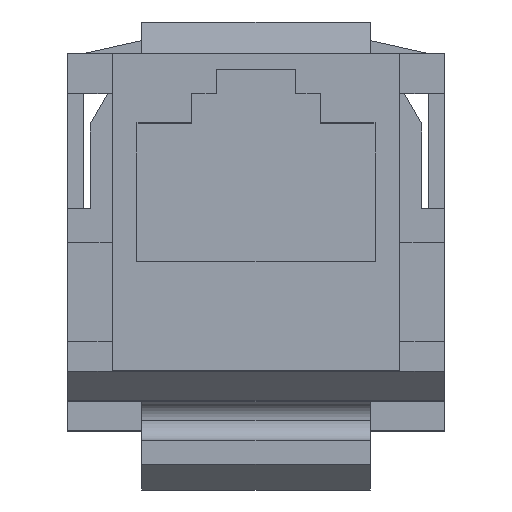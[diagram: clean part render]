
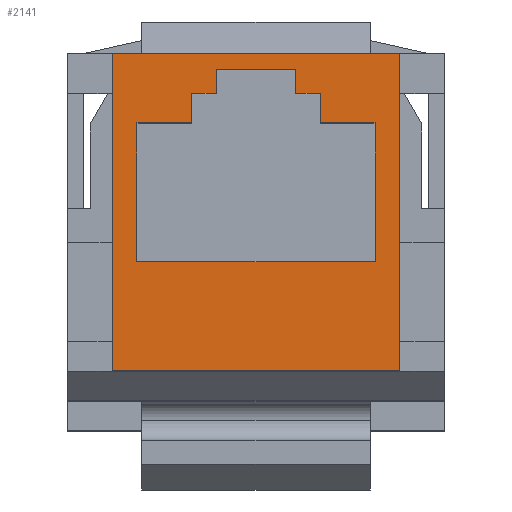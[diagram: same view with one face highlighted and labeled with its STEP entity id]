
A CAD part, top view. The second image highlights one B-rep face of the part: STEP entity #2141.
In plain terms, the highlighted planar face has unit normal (0, 0, 1).
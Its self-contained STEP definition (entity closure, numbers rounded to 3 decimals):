
#2 = PLANE ( 'NONE',  #1230 ) ;
#5 = VECTOR ( 'NONE', #2306, 1000. ) ;
#26 = DIRECTION ( 'NONE',  ( 1., 0., 0. ) ) ;
#51 = VERTEX_POINT ( 'NONE', #1674 ) ;
#55 = CARTESIAN_POINT ( 'NONE',  ( 6., 4.5, 13. ) ) ;
#106 = ORIENTED_EDGE ( 'NONE', *, *, #1972, .F. ) ;
#242 = CARTESIAN_POINT ( 'NONE',  ( -7.25, -8., 13. ) ) ;
#257 = VERTEX_POINT ( 'NONE', #3698 ) ;
#271 = LINE ( 'NONE', #2273, #889 ) ;
#320 = VECTOR ( 'NONE', #365, 1000. ) ;
#355 = ORIENTED_EDGE ( 'NONE', *, *, #1903, .F. ) ;
#365 = DIRECTION ( 'NONE',  ( 0., -1., 0. ) ) ;
#399 = VECTOR ( 'NONE', #2812, 1000. ) ;
#487 = CARTESIAN_POINT ( 'NONE',  ( 6., -2.5, 13. ) ) ;
#515 = CARTESIAN_POINT ( 'NONE',  ( -3.25, 4.5, 13. ) ) ;
#522 = DIRECTION ( 'NONE',  ( -1., 0., 0. ) ) ;
#559 = CARTESIAN_POINT ( 'NONE',  ( 0., 0., 13. ) ) ;
#591 = VERTEX_POINT ( 'NONE', #1473 ) ;
#608 = LINE ( 'NONE', #515, #1228 ) ;
#673 = CARTESIAN_POINT ( 'NONE',  ( -7.25, -8., 13. ) ) ;
#682 = CARTESIAN_POINT ( 'NONE',  ( 3.25, 4.5, 13. ) ) ;
#737 = CARTESIAN_POINT ( 'NONE',  ( -3.25, 6., 13. ) ) ;
#744 = CARTESIAN_POINT ( 'NONE',  ( -2., 6., 13. ) ) ;
#818 = DIRECTION ( 'NONE',  ( 1., 0., 0. ) ) ;
#857 = CARTESIAN_POINT ( 'NONE',  ( -2., 7.2, 13. ) ) ;
#889 = VECTOR ( 'NONE', #26, 1000. ) ;
#913 = CARTESIAN_POINT ( 'NONE',  ( -3.25, 4.5, 13. ) ) ;
#936 = ORIENTED_EDGE ( 'NONE', *, *, #1700, .F. ) ;
#942 = VECTOR ( 'NONE', #1852, 1000. ) ;
#954 = DIRECTION ( 'NONE',  ( 0., 1., 0. ) ) ;
#1045 = VECTOR ( 'NONE', #1322, 1000. ) ;
#1049 = VECTOR ( 'NONE', #954, 1000. ) ;
#1060 = CARTESIAN_POINT ( 'NONE',  ( -6., 4.5, 13. ) ) ;
#1076 = LINE ( 'NONE', #242, #3390 ) ;
#1127 = FACE_BOUND ( 'NONE', #2326, .T. ) ;
#1134 = LINE ( 'NONE', #2422, #1049 ) ;
#1181 = VECTOR ( 'NONE', #3617, 1000. ) ;
#1218 = DIRECTION ( 'NONE',  ( 0., 1., 0. ) ) ;
#1228 = VECTOR ( 'NONE', #3699, 1000. ) ;
#1230 = AXIS2_PLACEMENT_3D ( 'NONE', #559, #2563, #818 ) ;
#1232 = LINE ( 'NONE', #673, #2835 ) ;
#1310 = ORIENTED_EDGE ( 'NONE', *, *, #1883, .F. ) ;
#1322 = DIRECTION ( 'NONE',  ( 0., -1., 0. ) ) ;
#1340 = VERTEX_POINT ( 'NONE', #3642 ) ;
#1450 = CARTESIAN_POINT ( 'NONE',  ( 3.25, 6., 13. ) ) ;
#1473 = CARTESIAN_POINT ( 'NONE',  ( 3.25, 4.5, 13. ) ) ;
#1495 = LINE ( 'NONE', #2517, #2294 ) ;
#1500 = LINE ( 'NONE', #744, #2208 ) ;
#1568 = EDGE_CURVE ( 'NONE', #3011, #257, #3118, .T. ) ;
#1584 = LINE ( 'NONE', #737, #942 ) ;
#1596 = ORIENTED_EDGE ( 'NONE', *, *, #2000, .F. ) ;
#1610 = VERTEX_POINT ( 'NONE', #2979 ) ;
#1624 = VERTEX_POINT ( 'NONE', #913 ) ;
#1639 = CARTESIAN_POINT ( 'NONE',  ( -6., -2.5, 13. ) ) ;
#1642 = EDGE_CURVE ( 'NONE', #1696, #1340, #1232, .T. ) ;
#1674 = CARTESIAN_POINT ( 'NONE',  ( 2., 7.2, 13. ) ) ;
#1696 = VERTEX_POINT ( 'NONE', #2106 ) ;
#1700 = EDGE_CURVE ( 'NONE', #3219, #51, #1134, .T. ) ;
#1770 = ORIENTED_EDGE ( 'NONE', *, *, #1642, .T. ) ;
#1785 = EDGE_CURVE ( 'NONE', #51, #3011, #3162, .T. ) ;
#1797 = EDGE_LOOP ( 'NONE', ( #2986, #1948, #1865, #1770 ) ) ;
#1852 = DIRECTION ( 'NONE',  ( 0., -1., 0. ) ) ;
#1865 = ORIENTED_EDGE ( 'NONE', *, *, #2399, .T. ) ;
#1866 = LINE ( 'NONE', #2500, #399 ) ;
#1876 = LINE ( 'NONE', #3632, #2697 ) ;
#1883 = EDGE_CURVE ( 'NONE', #2638, #591, #1958, .T. ) ;
#1893 = DIRECTION ( 'NONE',  ( 1., 0., 0. ) ) ;
#1897 = EDGE_CURVE ( 'NONE', #2288, #3219, #3587, .T. ) ;
#1903 = EDGE_CURVE ( 'NONE', #591, #2288, #1876, .T. ) ;
#1948 = ORIENTED_EDGE ( 'NONE', *, *, #2718, .T. ) ;
#1958 = LINE ( 'NONE', #682, #1181 ) ;
#1972 = EDGE_CURVE ( 'NONE', #3328, #1624, #1584, .T. ) ;
#2000 = EDGE_CURVE ( 'NONE', #257, #3328, #1500, .T. ) ;
#2006 = VERTEX_POINT ( 'NONE', #487 ) ;
#2035 = CARTESIAN_POINT ( 'NONE',  ( -2., 7.2, 13. ) ) ;
#2052 = VERTEX_POINT ( 'NONE', #2505 ) ;
#2055 = EDGE_CURVE ( 'NONE', #1624, #2052, #608, .T. ) ;
#2106 = CARTESIAN_POINT ( 'NONE',  ( -7.25, 8., 13. ) ) ;
#2128 = EDGE_CURVE ( 'NONE', #2052, #2132, #3437, .T. ) ;
#2132 = VERTEX_POINT ( 'NONE', #1639 ) ;
#2141 = ADVANCED_FACE ( 'NONE', ( #1127, #3357 ), #2, .T. ) ;
#2171 = EDGE_CURVE ( 'NONE', #2132, #2006, #271, .T. ) ;
#2208 = VECTOR ( 'NONE', #3095, 1000. ) ;
#2216 = EDGE_CURVE ( 'NONE', #2006, #2638, #3076, .T. ) ;
#2273 = CARTESIAN_POINT ( 'NONE',  ( -6., -2.5, 13. ) ) ;
#2277 = ORIENTED_EDGE ( 'NONE', *, *, #2055, .F. ) ;
#2288 = VERTEX_POINT ( 'NONE', #1450 ) ;
#2294 = VECTOR ( 'NONE', #522, 1000. ) ;
#2306 = DIRECTION ( 'NONE',  ( 0., 1., 0. ) ) ;
#2317 = ORIENTED_EDGE ( 'NONE', *, *, #1568, .F. ) ;
#2326 = EDGE_LOOP ( 'NONE', ( #2870, #936, #3394, #355, #1310, #2865, #3392, #2545, #2277, #106, #1596, #2317 ) ) ;
#2341 = CARTESIAN_POINT ( 'NONE',  ( 6., 4.5, 13. ) ) ;
#2359 = VECTOR ( 'NONE', #3556, 1000. ) ;
#2399 = EDGE_CURVE ( 'NONE', #1610, #1696, #1495, .T. ) ;
#2422 = CARTESIAN_POINT ( 'NONE',  ( 2., 7.2, 13. ) ) ;
#2425 = CARTESIAN_POINT ( 'NONE',  ( 2., 6., 13. ) ) ;
#2500 = CARTESIAN_POINT ( 'NONE',  ( 7.25, -8., 13. ) ) ;
#2505 = CARTESIAN_POINT ( 'NONE',  ( -6., 4.5, 13. ) ) ;
#2517 = CARTESIAN_POINT ( 'NONE',  ( -7.25, 8., 13. ) ) ;
#2545 = ORIENTED_EDGE ( 'NONE', *, *, #2128, .F. ) ;
#2563 = DIRECTION ( 'NONE',  ( 0., 0., 1. ) ) ;
#2638 = VERTEX_POINT ( 'NONE', #2341 ) ;
#2697 = VECTOR ( 'NONE', #1218, 1000. ) ;
#2699 = DIRECTION ( 'NONE',  ( 0., -1., 0. ) ) ;
#2718 = EDGE_CURVE ( 'NONE', #3670, #1610, #1866, .T. ) ;
#2736 = EDGE_CURVE ( 'NONE', #1340, #3670, #1076, .T. ) ;
#2776 = CARTESIAN_POINT ( 'NONE',  ( -3.25, 6., 13. ) ) ;
#2812 = DIRECTION ( 'NONE',  ( 0., 1., 0. ) ) ;
#2835 = VECTOR ( 'NONE', #2699, 1000. ) ;
#2865 = ORIENTED_EDGE ( 'NONE', *, *, #2216, .F. ) ;
#2870 = ORIENTED_EDGE ( 'NONE', *, *, #1785, .F. ) ;
#2949 = CARTESIAN_POINT ( 'NONE',  ( 7.25, -8., 13. ) ) ;
#2964 = CARTESIAN_POINT ( 'NONE',  ( -2., 7.2, 13. ) ) ;
#2979 = CARTESIAN_POINT ( 'NONE',  ( 7.25, 8., 13. ) ) ;
#2986 = ORIENTED_EDGE ( 'NONE', *, *, #2736, .T. ) ;
#3011 = VERTEX_POINT ( 'NONE', #857 ) ;
#3076 = LINE ( 'NONE', #55, #5 ) ;
#3095 = DIRECTION ( 'NONE',  ( -1., 0., 0. ) ) ;
#3118 = LINE ( 'NONE', #2035, #320 ) ;
#3162 = LINE ( 'NONE', #2964, #2359 ) ;
#3219 = VERTEX_POINT ( 'NONE', #3636 ) ;
#3328 = VERTEX_POINT ( 'NONE', #2776 ) ;
#3330 = DIRECTION ( 'NONE',  ( -1., 0., 0. ) ) ;
#3357 = FACE_OUTER_BOUND ( 'NONE', #1797, .T. ) ;
#3390 = VECTOR ( 'NONE', #1893, 1000. ) ;
#3392 = ORIENTED_EDGE ( 'NONE', *, *, #2171, .F. ) ;
#3394 = ORIENTED_EDGE ( 'NONE', *, *, #1897, .F. ) ;
#3437 = LINE ( 'NONE', #1060, #1045 ) ;
#3556 = DIRECTION ( 'NONE',  ( -1., 0., 0. ) ) ;
#3587 = LINE ( 'NONE', #2425, #3677 ) ;
#3617 = DIRECTION ( 'NONE',  ( -1., 0., 0. ) ) ;
#3632 = CARTESIAN_POINT ( 'NONE',  ( 3.25, 6., 13. ) ) ;
#3636 = CARTESIAN_POINT ( 'NONE',  ( 2., 6., 13. ) ) ;
#3642 = CARTESIAN_POINT ( 'NONE',  ( -7.25, -8., 13. ) ) ;
#3670 = VERTEX_POINT ( 'NONE', #2949 ) ;
#3677 = VECTOR ( 'NONE', #3330, 1000. ) ;
#3698 = CARTESIAN_POINT ( 'NONE',  ( -2., 6., 13. ) ) ;
#3699 = DIRECTION ( 'NONE',  ( -1., 0., 0. ) ) ;
